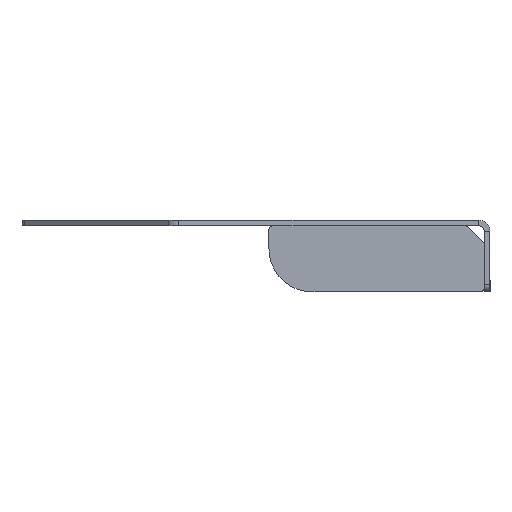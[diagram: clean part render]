
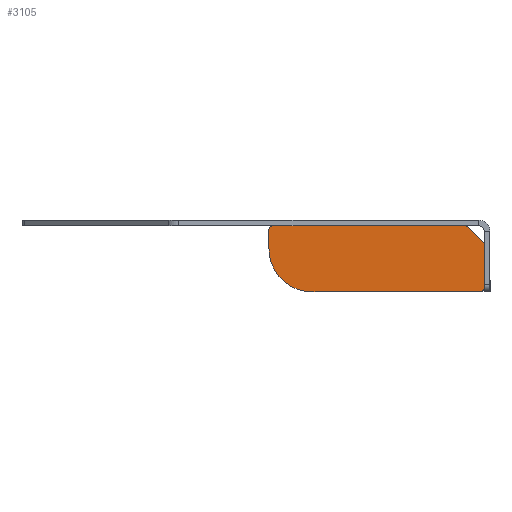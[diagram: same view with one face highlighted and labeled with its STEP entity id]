
A CAD part, left-side view. The second image highlights one B-rep face of the part: STEP entity #3105.
In plain terms, the highlighted face is planar.
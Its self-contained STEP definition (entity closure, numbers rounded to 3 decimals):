
#64 = CARTESIAN_POINT ( 'NONE',  ( 0., 13.243, -4. ) ) ;
#319 = ORIENTED_EDGE ( 'NONE', *, *, #683, .F. ) ;
#328 = DIRECTION ( 'NONE',  ( -1., 0., 0. ) ) ;
#523 = AXIS2_PLACEMENT_3D ( 'NONE', #1944, #951, #2380 ) ;
#536 = EDGE_CURVE ( 'NONE', #3370, #1864, #2464, .T. ) ;
#561 = ORIENTED_EDGE ( 'NONE', *, *, #3976, .F. ) ;
#621 = CARTESIAN_POINT ( 'NONE',  ( 3., 147., -4. ) ) ;
#632 = VERTEX_POINT ( 'NONE', #2349 ) ;
#657 = EDGE_CURVE ( 'NONE', #4223, #751, #1282, .T. ) ;
#677 = EDGE_CURVE ( 'NONE', #1476, #3370, #3056, .T. ) ;
#683 = EDGE_CURVE ( 'NONE', #632, #1476, #1941, .T. ) ;
#721 = CARTESIAN_POINT ( 'NONE',  ( 43., 3., -4. ) ) ;
#740 = DIRECTION ( 'NONE',  ( 0., 1., 0. ) ) ;
#751 = VERTEX_POINT ( 'NONE', #3661 ) ;
#859 = VECTOR ( 'NONE', #3045, 1000. ) ;
#868 = LINE ( 'NONE', #2553, #2364 ) ;
#940 = CARTESIAN_POINT ( 'NONE',  ( 11.121, 0.879, -4. ) ) ;
#951 = DIRECTION ( 'NONE',  ( 0., 0., 1. ) ) ;
#1064 = VERTEX_POINT ( 'NONE', #4409 ) ;
#1179 = CARTESIAN_POINT ( 'NONE',  ( 0., 13.243, -4. ) ) ;
#1197 = DIRECTION ( 'NONE',  ( 0., -1., 0. ) ) ;
#1201 = ORIENTED_EDGE ( 'NONE', *, *, #3037, .F. ) ;
#1282 = CIRCLE ( 'NONE', #2161, 3. ) ;
#1297 = AXIS2_PLACEMENT_3D ( 'NONE', #621, #2413, #1347 ) ;
#1347 = DIRECTION ( 'NONE',  ( -1., 0., 0. ) ) ;
#1369 = CIRCLE ( 'NONE', #1297, 3. ) ;
#1476 = VERTEX_POINT ( 'NONE', #1538 ) ;
#1510 = DIRECTION ( 'NONE',  ( 1., 0., 0. ) ) ;
#1538 = CARTESIAN_POINT ( 'NONE',  ( 46., 120., -4. ) ) ;
#1763 = CARTESIAN_POINT ( 'NONE',  ( 46., 3., -4. ) ) ;
#1792 = ORIENTED_EDGE ( 'NONE', *, *, #4030, .F. ) ;
#1847 = VECTOR ( 'NONE', #1197, 1000. ) ;
#1864 = VERTEX_POINT ( 'NONE', #3904 ) ;
#1941 = LINE ( 'NONE', #1763, #3938 ) ;
#1944 = CARTESIAN_POINT ( 'NONE',  ( 13.243, 3., -4. ) ) ;
#2002 = EDGE_CURVE ( 'NONE', #1064, #4223, #3769, .T. ) ;
#2020 = EDGE_LOOP ( 'NONE', ( #4362, #319, #4372, #1201, #1792, #561, #3705, #4041, #4391, #2908 ) ) ;
#2063 = VECTOR ( 'NONE', #3714, 1000. ) ;
#2161 = AXIS2_PLACEMENT_3D ( 'NONE', #2827, #4210, #4543 ) ;
#2178 = DIRECTION ( 'NONE',  ( 1., 0., 0. ) ) ;
#2233 = EDGE_CURVE ( 'NONE', #1864, #1064, #1369, .T. ) ;
#2245 = CARTESIAN_POINT ( 'NONE',  ( 43., 0., -4. ) ) ;
#2349 = CARTESIAN_POINT ( 'NONE',  ( 46., 3., -4. ) ) ;
#2364 = VECTOR ( 'NONE', #3203, 1000. ) ;
#2380 = DIRECTION ( 'NONE',  ( 1., 0., 0. ) ) ;
#2395 = EDGE_CURVE ( 'NONE', #3183, #632, #4241, .T. ) ;
#2413 = DIRECTION ( 'NONE',  ( 0., 0., 1. ) ) ;
#2464 = LINE ( 'NONE', #4053, #2063 ) ;
#2553 = CARTESIAN_POINT ( 'NONE',  ( 43., 0., -4. ) ) ;
#2575 = DIRECTION ( 'NONE',  ( 0., 0., 1. ) ) ;
#2632 = PLANE ( 'NONE',  #4177 ) ;
#2827 = CARTESIAN_POINT ( 'NONE',  ( 3., 13.243, -4. ) ) ;
#2908 = ORIENTED_EDGE ( 'NONE', *, *, #536, .F. ) ;
#2928 = DIRECTION ( 'NONE',  ( 0., 0., 1. ) ) ;
#3037 = EDGE_CURVE ( 'NONE', #4353, #3183, #868, .T. ) ;
#3045 = DIRECTION ( 'NONE',  ( 0.707, -0.707, 0. ) ) ;
#3056 = CIRCLE ( 'NONE', #3337, 30. ) ;
#3105 = ADVANCED_FACE ( 'NONE', ( #4007 ), #2632, .F. ) ;
#3158 = DIRECTION ( 'NONE',  ( 0., 0., 1. ) ) ;
#3183 = VERTEX_POINT ( 'NONE', #2245 ) ;
#3203 = DIRECTION ( 'NONE',  ( 1., 0., 0. ) ) ;
#3254 = CARTESIAN_POINT ( 'NONE',  ( 13.243, 0., -4. ) ) ;
#3337 = AXIS2_PLACEMENT_3D ( 'NONE', #3824, #2575, #2178 ) ;
#3370 = VERTEX_POINT ( 'NONE', #4467 ) ;
#3522 = CARTESIAN_POINT ( 'NONE',  ( 11.121, 0.879, -4. ) ) ;
#3621 = CARTESIAN_POINT ( 'NONE',  ( 16., 120., -4. ) ) ;
#3635 = AXIS2_PLACEMENT_3D ( 'NONE', #721, #3158, #328 ) ;
#3661 = CARTESIAN_POINT ( 'NONE',  ( 0.879, 11.121, -4. ) ) ;
#3705 = ORIENTED_EDGE ( 'NONE', *, *, #657, .F. ) ;
#3714 = DIRECTION ( 'NONE',  ( -1., 0., 0. ) ) ;
#3769 = LINE ( 'NONE', #1179, #1847 ) ;
#3824 = CARTESIAN_POINT ( 'NONE',  ( 16., 120., -4. ) ) ;
#3904 = CARTESIAN_POINT ( 'NONE',  ( 3., 150., -4. ) ) ;
#3938 = VECTOR ( 'NONE', #740, 1000. ) ;
#3945 = LINE ( 'NONE', #940, #859 ) ;
#3976 = EDGE_CURVE ( 'NONE', #751, #4218, #3945, .T. ) ;
#4007 = FACE_OUTER_BOUND ( 'NONE', #2020, .T. ) ;
#4030 = EDGE_CURVE ( 'NONE', #4218, #4353, #4511, .T. ) ;
#4041 = ORIENTED_EDGE ( 'NONE', *, *, #2002, .F. ) ;
#4053 = CARTESIAN_POINT ( 'NONE',  ( 3., 150., -4. ) ) ;
#4177 = AXIS2_PLACEMENT_3D ( 'NONE', #3621, #2928, #1510 ) ;
#4210 = DIRECTION ( 'NONE',  ( 0., 0., 1. ) ) ;
#4218 = VERTEX_POINT ( 'NONE', #3522 ) ;
#4223 = VERTEX_POINT ( 'NONE', #64 ) ;
#4241 = CIRCLE ( 'NONE', #3635, 3. ) ;
#4353 = VERTEX_POINT ( 'NONE', #3254 ) ;
#4362 = ORIENTED_EDGE ( 'NONE', *, *, #677, .F. ) ;
#4372 = ORIENTED_EDGE ( 'NONE', *, *, #2395, .F. ) ;
#4391 = ORIENTED_EDGE ( 'NONE', *, *, #2233, .F. ) ;
#4409 = CARTESIAN_POINT ( 'NONE',  ( 0., 147., -4. ) ) ;
#4467 = CARTESIAN_POINT ( 'NONE',  ( 16., 150., -4. ) ) ;
#4511 = CIRCLE ( 'NONE', #523, 3. ) ;
#4543 = DIRECTION ( 'NONE',  ( -1., 0., 0. ) ) ;
